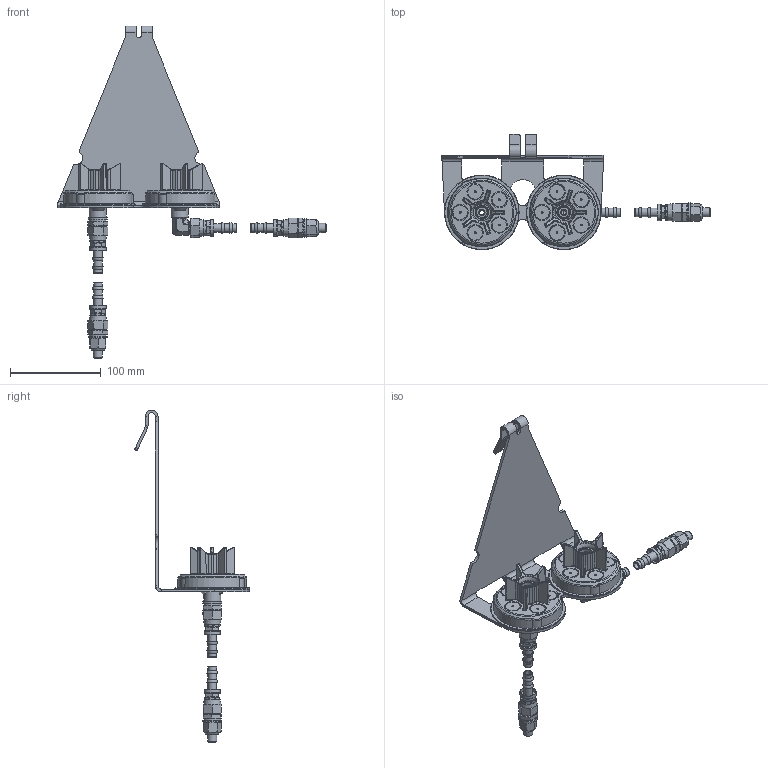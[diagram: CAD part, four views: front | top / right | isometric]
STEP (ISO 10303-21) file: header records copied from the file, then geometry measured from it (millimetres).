
FILE_DESCRIPTION(/* description */ (''),/* implementation_level */ '2;1');
FILE_NAME(/* name */ 'anmos04a_116954.stp',/* time_stamp */ '2022-08-17T15:35:33+02:00',/* author */ ('002245'),/* organization */ (''),/* preprocessor_version */ 'ST-DEVELOPER v18.1',/* originating_system */ 'Autodesk Inventor 2022',/* authorisation */ '');
FILE_SCHEMA (('CONFIG_CONTROL_DESIGN'));
Length unit declared in the file: millimetre
Products named in the file (13): anmos04a; anmhs02b; Hülse G1_4; Schweißnaht; anmhs02b_1; anvsd03a; anvsd03a_1; andsk01a; anmif01a; anwin25b; ansta03a; annipca0; anrds10b
Assembly tree (21 placements, depth 3):
  anmos04a
    anmhs02b
      Hülse G1_4  x2
      Schweißnaht  x2
      anmhs02b_1
    anvsd03a  x2
      anvsd03a_1
      andsk01a
      anmif01a
    anwin25b
    ansta03a  x4
    annipca0  x3
    anrds10b  x2
Bounding box: 294.99 x 126.51 x 364.86 mm (x, y, z)
Volume: 221143.3 mm3; surface area: 165479.3 mm2
Topology: 23 solids, 23 shells, 1831 faces, 4291 edges, 2562 vertices
Faces by surface type: plane 501, bspline 390, cone 367, cylinder 324, torus 168, sphere 81
Full cylindrical faces by diameter (mm): 5 x2, 5.6 x2, 7 x9, 8 x2, 9.5 x12, 10 x2, 11.445 x6, 12 x1, 12.1 x6, 12.2 x2, 12.751 x4, 13.1 x3, 13.157 x2, 13.5 x3, 14.25 x3, 14.288 x1, 15 x2, 16.6 x4, 18 x14, 19 x5, 19.2 x2, 20.7 x3, 22.1 x2, 24.4 x2, 82 x2
Entity records: 33138 total; most frequent: CARTESIAN_POINT 13522, ORIENTED_EDGE 4214, DIRECTION 3770, EDGE_CURVE 2107, AXIS2_PLACEMENT_3D 1629, VERTEX_POINT 1264, EDGE_LOOP 951, FACE_OUTER_BOUND 893
